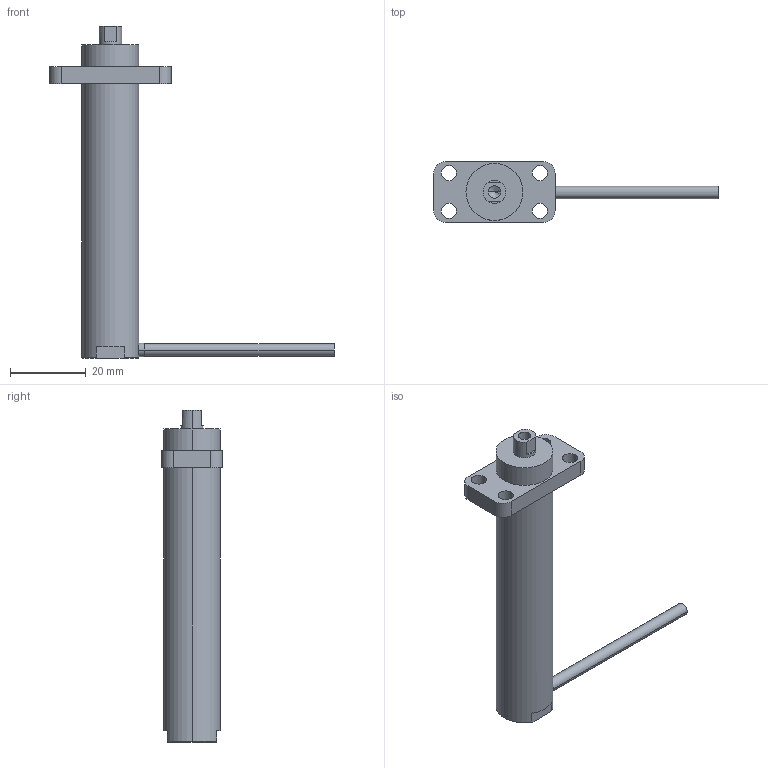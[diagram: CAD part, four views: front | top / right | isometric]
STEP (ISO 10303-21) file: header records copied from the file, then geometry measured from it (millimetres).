
FILE_DESCRIPTION (( 'STEP AP203' ), '1' );
FILE_NAME ('80VS15-D1囀蹟恇耀倰3D-2022.11.07.STEP', '2022-11-07T01:23:59', ( 'Micorosoft' ), ( 'Micorosoft' ), 'SwSTEP 2.0', 'SolidWorks 2016', '' );
FILE_SCHEMA (( 'CONFIG_CONTROL_DESIGN' ));
Length unit declared in the file: millimetre
Products named in the file (1): 80VS15-D1囀蹟恇耀倰3D-2022.11.07
Bounding box: 75 x 16 x 87.5 mm (x, y, z)
Volume: 16280 mm3; surface area: 5948.2 mm2
Topology: 1 solids, 1 shells, 59 faces, 151 edges, 98 vertices
Faces by surface type: cylinder 26, plane 26, cone 7
Entity records: 1937 total; most frequent: CARTESIAN_POINT 373, DIRECTION 326, ORIENTED_EDGE 298, EDGE_CURVE 149, AXIS2_PLACEMENT_3D 127, VERTEX_POINT 98, EDGE_LOOP 73, VECTOR 72
